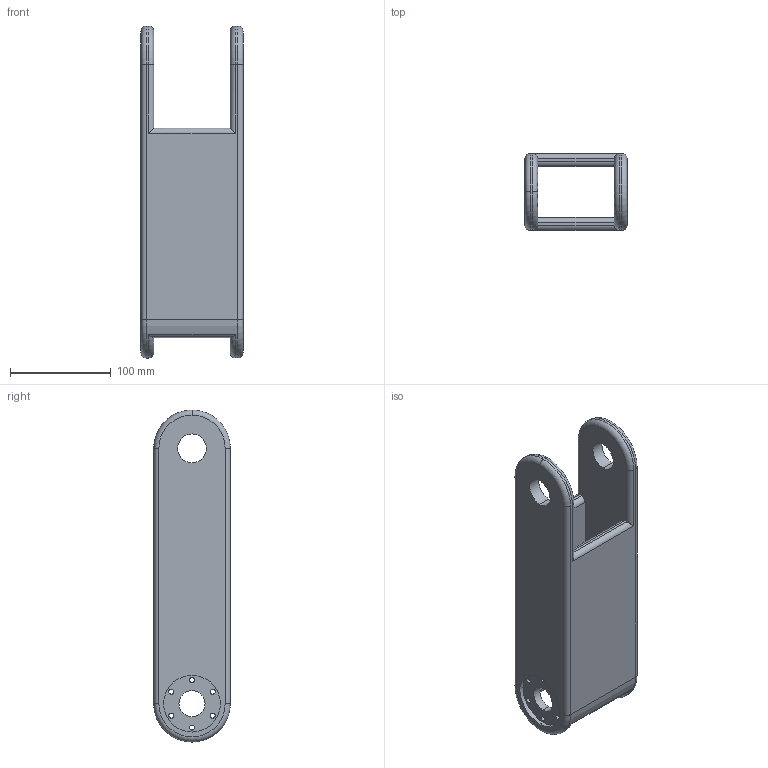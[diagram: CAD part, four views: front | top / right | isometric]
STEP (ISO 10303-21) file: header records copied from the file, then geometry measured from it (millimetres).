
FILE_DESCRIPTION (( 'STEP AP203' ), '1' );
FILE_NAME ('Lower Shank BigV1.STEP', '2024-10-09T00:16:20', ( '' ), ( '' ), 'SwSTEP 2.0', 'SolidWorks 2022', '' );
FILE_SCHEMA (( 'CONFIG_CONTROL_DESIGN' ));
Length unit declared in the file: inch
Products named in the file (1): Lower Shank BigV1
Bounding box: 101.6 x 76.2 x 330.2 mm (x, y, z)
Volume: 942831 mm3; surface area: 166811.6 mm2
Topology: 1 solids, 1 shells, 77 faces, 206 edges, 132 vertices
Faces by surface type: cylinder 53, torus 12, plane 12
Entity records: 2691 total; most frequent: CARTESIAN_POINT 528, DIRECTION 474, ORIENTED_EDGE 412, EDGE_CURVE 206, AXIS2_PLACEMENT_3D 198, VERTEX_POINT 132, CIRCLE 120, EDGE_LOOP 112
